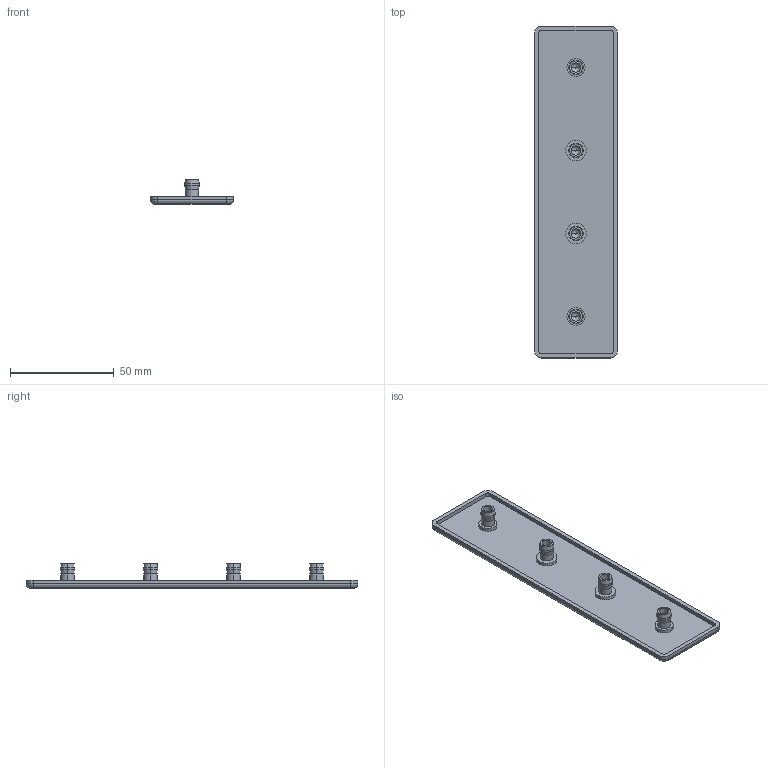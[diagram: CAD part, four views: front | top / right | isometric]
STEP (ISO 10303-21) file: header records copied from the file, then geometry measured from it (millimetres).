
FILE_DESCRIPTION (( 'STEP AP214' ), '1' );
FILE_NAME ('SZ0013S Profile Cap 40x160.STEP', '2021-10-21T11:58:43', ( '' ), ( '' ), 'SwSTEP 2.0', 'SolidWorks 2021', '' );
FILE_SCHEMA (( 'AUTOMOTIVE_DESIGN' ));
Length unit declared in the file: millimetre
Products named in the file (1): SZ0013S Profile Cap 40x160
Bounding box: 40 x 160 x 12 mm (x, y, z)
Volume: 15014.9 mm3; surface area: 16015.9 mm2
Topology: 1 solids, 1 shells, 95 faces, 200 edges, 120 vertices
Faces by surface type: cylinder 44, plane 23, cone 16, torus 12
Entity records: 2788 total; most frequent: CARTESIAN_POINT 656, DIRECTION 484, ORIENTED_EDGE 400, EDGE_CURVE 200, AXIS2_PLACEMENT_3D 200, VERTEX_POINT 120, EDGE_LOOP 108, CIRCLE 104
